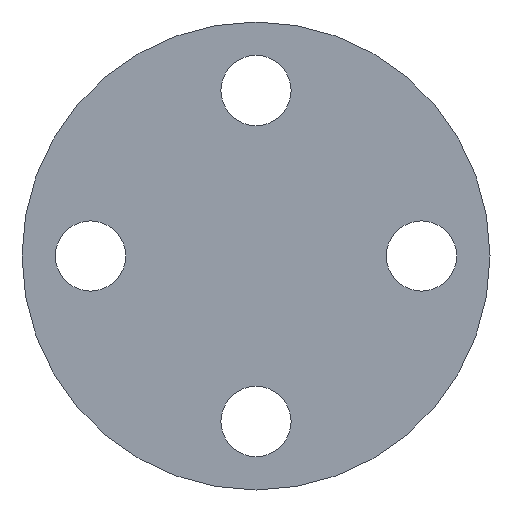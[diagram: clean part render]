
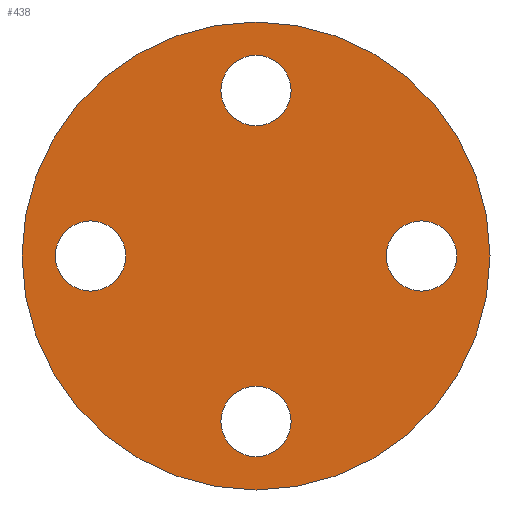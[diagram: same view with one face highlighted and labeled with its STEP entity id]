
A CAD part, front view. The second image highlights one B-rep face of the part: STEP entity #438.
In plain terms, the highlighted planar face has unit normal (0, -1, 0).
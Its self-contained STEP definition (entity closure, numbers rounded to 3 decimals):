
#6 = VERTEX_POINT ( 'NONE', #123 ) ;
#7 = DIRECTION ( 'NONE',  ( 0., 1., 0. ) ) ;
#13 = CIRCLE ( 'NONE', #372, 10. ) ;
#20 = EDGE_CURVE ( 'NONE', #530, #526, #102, .T. ) ;
#24 = CARTESIAN_POINT ( 'NONE',  ( -7.071, 0., 0. ) ) ;
#34 = VERTEX_POINT ( 'NONE', #334 ) ;
#39 = CARTESIAN_POINT ( 'NONE',  ( 7.071, 0., 1.5 ) ) ;
#42 = CIRCLE ( 'NONE', #325, 1.5 ) ;
#45 = CARTESIAN_POINT ( 'NONE',  ( 0., 0., -8.571 ) ) ;
#47 = CARTESIAN_POINT ( 'NONE',  ( 0., 0., -5.571 ) ) ;
#50 = CARTESIAN_POINT ( 'NONE',  ( 0., 0., 7.071 ) ) ;
#52 = CARTESIAN_POINT ( 'NONE',  ( 0., 0., -7.071 ) ) ;
#57 = AXIS2_PLACEMENT_3D ( 'NONE', #24, #541, #246 ) ;
#60 = ORIENTED_EDGE ( 'NONE', *, *, #370, .F. ) ;
#62 = CARTESIAN_POINT ( 'NONE',  ( 7.071, 0., 0. ) ) ;
#73 = CARTESIAN_POINT ( 'NONE',  ( 0., 0., 5.571 ) ) ;
#83 = EDGE_CURVE ( 'NONE', #412, #383, #440, .T. ) ;
#87 = AXIS2_PLACEMENT_3D ( 'NONE', #52, #308, #480 ) ;
#95 = DIRECTION ( 'NONE',  ( 0., 1., 0. ) ) ;
#99 = ORIENTED_EDGE ( 'NONE', *, *, #516, .F. ) ;
#102 = CIRCLE ( 'NONE', #57, 1.5 ) ;
#105 = CIRCLE ( 'NONE', #359, 1.5 ) ;
#109 = ORIENTED_EDGE ( 'NONE', *, *, #238, .F. ) ;
#110 = CARTESIAN_POINT ( 'NONE',  ( 7.071, 0., -1.5 ) ) ;
#112 = CARTESIAN_POINT ( 'NONE',  ( 0., 0., 0. ) ) ;
#113 = CARTESIAN_POINT ( 'NONE',  ( 0., 0., 7.071 ) ) ;
#122 = CIRCLE ( 'NONE', #87, 1.5 ) ;
#123 = CARTESIAN_POINT ( 'NONE',  ( 0., 0., 10. ) ) ;
#138 = EDGE_LOOP ( 'NONE', ( #416, #323 ) ) ;
#144 = VERTEX_POINT ( 'NONE', #47 ) ;
#148 = FACE_OUTER_BOUND ( 'NONE', #138, .T. ) ;
#150 = CARTESIAN_POINT ( 'NONE',  ( -7.071, 0., 0. ) ) ;
#156 = DIRECTION ( 'NONE',  ( 0., -1., 0. ) ) ;
#159 = DIRECTION ( 'NONE',  ( 0., 0., -1. ) ) ;
#171 = VERTEX_POINT ( 'NONE', #39 ) ;
#174 = CARTESIAN_POINT ( 'NONE',  ( 0., 0., 0. ) ) ;
#175 = EDGE_LOOP ( 'NONE', ( #457, #240 ) ) ;
#176 = DIRECTION ( 'NONE',  ( 0., 0., 1. ) ) ;
#180 = DIRECTION ( 'NONE',  ( 0., 0., -1. ) ) ;
#193 = FACE_BOUND ( 'NONE', #432, .T. ) ;
#195 = FACE_BOUND ( 'NONE', #258, .T. ) ;
#200 = CIRCLE ( 'NONE', #508, 1.5 ) ;
#201 = AXIS2_PLACEMENT_3D ( 'NONE', #62, #156, #234 ) ;
#203 = EDGE_CURVE ( 'NONE', #6, #34, #13, .T. ) ;
#205 = CARTESIAN_POINT ( 'NONE',  ( -7.071, 0., 1.5 ) ) ;
#207 = EDGE_CURVE ( 'NONE', #34, #6, #211, .T. ) ;
#211 = CIRCLE ( 'NONE', #255, 10. ) ;
#217 = VERTEX_POINT ( 'NONE', #45 ) ;
#222 = DIRECTION ( 'NONE',  ( 0., -1., 0. ) ) ;
#230 = EDGE_CURVE ( 'NONE', #383, #412, #42, .T. ) ;
#234 = DIRECTION ( 'NONE',  ( 0., 0., -1. ) ) ;
#237 = CARTESIAN_POINT ( 'NONE',  ( 0., 0., 8.571 ) ) ;
#238 = EDGE_CURVE ( 'NONE', #171, #425, #200, .T. ) ;
#240 = ORIENTED_EDGE ( 'NONE', *, *, #83, .F. ) ;
#246 = DIRECTION ( 'NONE',  ( 0., 0., -1. ) ) ;
#249 = AXIS2_PLACEMENT_3D ( 'NONE', #150, #452, #489 ) ;
#255 = AXIS2_PLACEMENT_3D ( 'NONE', #338, #95, #424 ) ;
#258 = EDGE_LOOP ( 'NONE', ( #293, #364 ) ) ;
#267 = CARTESIAN_POINT ( 'NONE',  ( 7.071, 0., 0. ) ) ;
#277 = FACE_BOUND ( 'NONE', #448, .T. ) ;
#293 = ORIENTED_EDGE ( 'NONE', *, *, #20, .F. ) ;
#300 = ORIENTED_EDGE ( 'NONE', *, *, #337, .F. ) ;
#308 = DIRECTION ( 'NONE',  ( 0., -1., 0. ) ) ;
#316 = DIRECTION ( 'NONE',  ( 0., -1., 0. ) ) ;
#319 = DIRECTION ( 'NONE',  ( 0., 1., 0. ) ) ;
#323 = ORIENTED_EDGE ( 'NONE', *, *, #203, .F. ) ;
#325 = AXIS2_PLACEMENT_3D ( 'NONE', #50, #222, #481 ) ;
#327 = FACE_BOUND ( 'NONE', #175, .T. ) ;
#334 = CARTESIAN_POINT ( 'NONE',  ( 0., 0., -10. ) ) ;
#337 = EDGE_CURVE ( 'NONE', #217, #144, #122, .T. ) ;
#338 = CARTESIAN_POINT ( 'NONE',  ( 0., 0., 0. ) ) ;
#358 = CARTESIAN_POINT ( 'NONE',  ( 0., 0., -7.071 ) ) ;
#359 = AXIS2_PLACEMENT_3D ( 'NONE', #358, #316, #486 ) ;
#364 = ORIENTED_EDGE ( 'NONE', *, *, #499, .F. ) ;
#368 = PLANE ( 'NONE',  #433 ) ;
#370 = EDGE_CURVE ( 'NONE', #144, #217, #105, .T. ) ;
#372 = AXIS2_PLACEMENT_3D ( 'NONE', #174, #7, #176 ) ;
#383 = VERTEX_POINT ( 'NONE', #73 ) ;
#412 = VERTEX_POINT ( 'NONE', #237 ) ;
#416 = ORIENTED_EDGE ( 'NONE', *, *, #207, .F. ) ;
#424 = DIRECTION ( 'NONE',  ( 0., 0., 1. ) ) ;
#425 = VERTEX_POINT ( 'NONE', #110 ) ;
#432 = EDGE_LOOP ( 'NONE', ( #300, #60 ) ) ;
#433 = AXIS2_PLACEMENT_3D ( 'NONE', #112, #319, #488 ) ;
#438 = ADVANCED_FACE ( 'NONE', ( #277, #327, #195, #193, #148 ), #368, .F. ) ;
#440 = CIRCLE ( 'NONE', #517, 1.5 ) ;
#448 = EDGE_LOOP ( 'NONE', ( #99, #109 ) ) ;
#452 = DIRECTION ( 'NONE',  ( 0., -1., 0. ) ) ;
#453 = DIRECTION ( 'NONE',  ( 0., -1., 0. ) ) ;
#457 = ORIENTED_EDGE ( 'NONE', *, *, #230, .F. ) ;
#459 = CIRCLE ( 'NONE', #201, 1.5 ) ;
#480 = DIRECTION ( 'NONE',  ( 0., 0., -1. ) ) ;
#481 = DIRECTION ( 'NONE',  ( 0., 0., -1. ) ) ;
#486 = DIRECTION ( 'NONE',  ( 0., 0., -1. ) ) ;
#488 = DIRECTION ( 'NONE',  ( 0., 0., 1. ) ) ;
#489 = DIRECTION ( 'NONE',  ( 0., 0., -1. ) ) ;
#499 = EDGE_CURVE ( 'NONE', #526, #530, #547, .T. ) ;
#508 = AXIS2_PLACEMENT_3D ( 'NONE', #267, #527, #180 ) ;
#516 = EDGE_CURVE ( 'NONE', #425, #171, #459, .T. ) ;
#517 = AXIS2_PLACEMENT_3D ( 'NONE', #113, #453, #159 ) ;
#526 = VERTEX_POINT ( 'NONE', #205 ) ;
#527 = DIRECTION ( 'NONE',  ( 0., -1., 0. ) ) ;
#530 = VERTEX_POINT ( 'NONE', #534 ) ;
#534 = CARTESIAN_POINT ( 'NONE',  ( -7.071, 0., -1.5 ) ) ;
#541 = DIRECTION ( 'NONE',  ( 0., -1., 0. ) ) ;
#547 = CIRCLE ( 'NONE', #249, 1.5 ) ;
